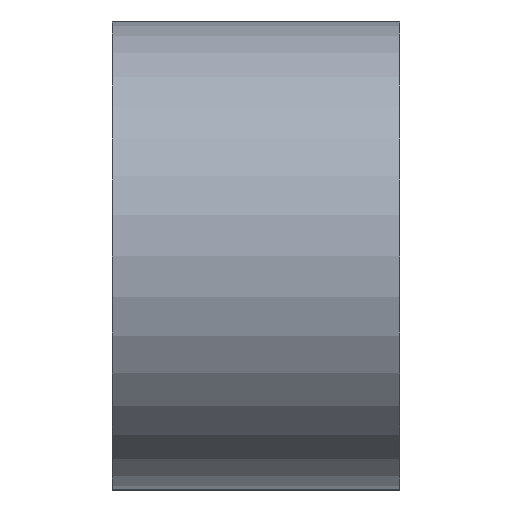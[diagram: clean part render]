
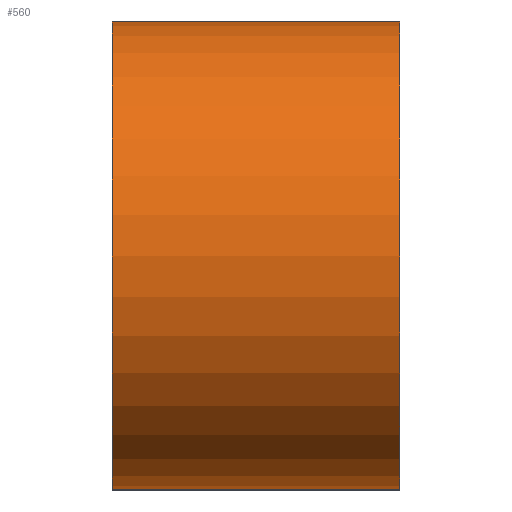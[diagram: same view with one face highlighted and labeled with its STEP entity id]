
A CAD part, left-side view. The second image highlights one B-rep face of the part: STEP entity #560.
In plain terms, the highlighted cylindrical face has radius 3.25 mm (diameter 6.5 mm), a partial arc.
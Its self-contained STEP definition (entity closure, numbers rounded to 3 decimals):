
#1 = DIRECTION ( 'NONE',  ( 0., 0., 1. ) ) ;
#81 = CARTESIAN_POINT ( 'NONE',  ( -38., 0., -3.25 ) ) ;
#89 = LINE ( 'NONE', #585, #236 ) ;
#92 = DIRECTION ( 'NONE',  ( 0., -1., 0. ) ) ;
#107 = AXIS2_PLACEMENT_3D ( 'NONE', #535, #241, #1 ) ;
#108 = ORIENTED_EDGE ( 'NONE', *, *, #182, .T. ) ;
#126 = EDGE_CURVE ( 'NONE', #628, #408, #89, .T. ) ;
#127 = AXIS2_PLACEMENT_3D ( 'NONE', #158, #197, #198 ) ;
#147 = CARTESIAN_POINT ( 'NONE',  ( -38., 4., -3.25 ) ) ;
#150 = FACE_OUTER_BOUND ( 'NONE', #302, .T. ) ;
#151 = AXIS2_PLACEMENT_3D ( 'NONE', #618, #222, #275 ) ;
#158 = CARTESIAN_POINT ( 'NONE',  ( -38., 0., 0. ) ) ;
#162 = CARTESIAN_POINT ( 'NONE',  ( -38., 4., -3.25 ) ) ;
#165 = CIRCLE ( 'NONE', #127, 3.25 ) ;
#166 = EDGE_CURVE ( 'NONE', #409, #628, #291, .T. ) ;
#182 = EDGE_CURVE ( 'NONE', #409, #450, #388, .T. ) ;
#197 = DIRECTION ( 'NONE',  ( 0., 1., 0. ) ) ;
#198 = DIRECTION ( 'NONE',  ( 0., 0., 1. ) ) ;
#204 = CARTESIAN_POINT ( 'NONE',  ( -38., 0., 3.25 ) ) ;
#220 = EDGE_CURVE ( 'NONE', #450, #408, #165, .T. ) ;
#222 = DIRECTION ( 'NONE',  ( 0., -1., 0. ) ) ;
#232 = CARTESIAN_POINT ( 'NONE',  ( -38., 4., 3.25 ) ) ;
#236 = VECTOR ( 'NONE', #439, 1000. ) ;
#241 = DIRECTION ( 'NONE',  ( 0., 1., 0. ) ) ;
#275 = DIRECTION ( 'NONE',  ( 0., 0., -1. ) ) ;
#291 = CIRCLE ( 'NONE', #107, 3.25 ) ;
#297 = CYLINDRICAL_SURFACE ( 'NONE', #151, 3.25 ) ;
#302 = EDGE_LOOP ( 'NONE', ( #316, #613, #108, #475 ) ) ;
#316 = ORIENTED_EDGE ( 'NONE', *, *, #126, .F. ) ;
#388 = LINE ( 'NONE', #147, #492 ) ;
#408 = VERTEX_POINT ( 'NONE', #204 ) ;
#409 = VERTEX_POINT ( 'NONE', #162 ) ;
#439 = DIRECTION ( 'NONE',  ( 0., -1., 0. ) ) ;
#450 = VERTEX_POINT ( 'NONE', #81 ) ;
#475 = ORIENTED_EDGE ( 'NONE', *, *, #220, .T. ) ;
#492 = VECTOR ( 'NONE', #92, 1000. ) ;
#535 = CARTESIAN_POINT ( 'NONE',  ( -38., 4., 0. ) ) ;
#560 = ADVANCED_FACE ( 'NONE', ( #150 ), #297, .T. ) ;
#585 = CARTESIAN_POINT ( 'NONE',  ( -38., 4., 3.25 ) ) ;
#613 = ORIENTED_EDGE ( 'NONE', *, *, #166, .F. ) ;
#618 = CARTESIAN_POINT ( 'NONE',  ( -38., 4., 0. ) ) ;
#628 = VERTEX_POINT ( 'NONE', #232 ) ;
